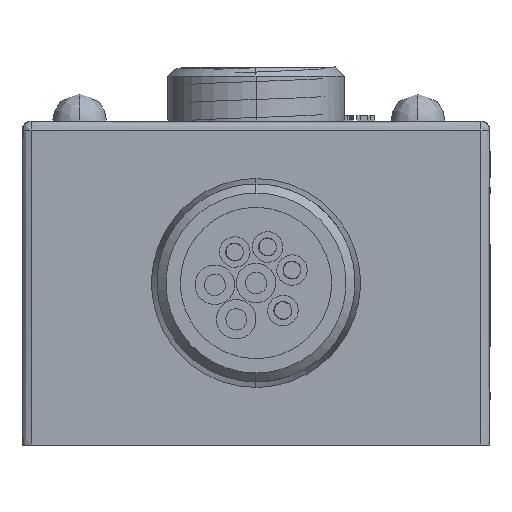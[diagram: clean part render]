
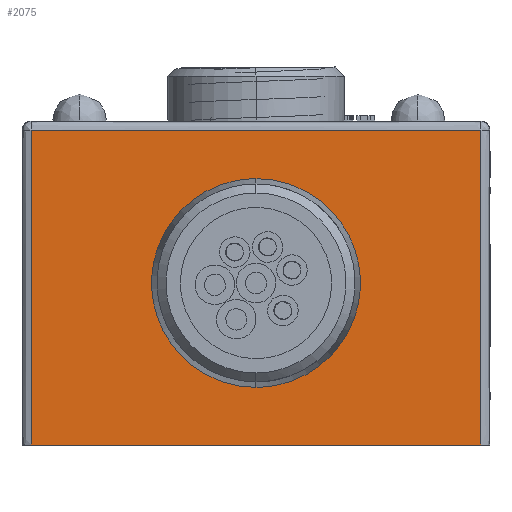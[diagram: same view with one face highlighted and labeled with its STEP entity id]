
A CAD part, left-side view. The second image highlights one B-rep face of the part: STEP entity #2075.
In plain terms, the highlighted free-form (B-spline) face has degree [1, 1] with [2, 2] control points.
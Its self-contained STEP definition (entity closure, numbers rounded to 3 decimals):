
#74=CARTESIAN_POINT('',(-47.5,-12.5,-9.));
#75=VERTEX_POINT('',#74);
#82=CARTESIAN_POINT('',(-47.5,12.5,-9.));
#83=VERTEX_POINT('',#82);
#84=CARTESIAN_POINT('',(-47.5,-12.5,-9.));
#85=CARTESIAN_POINT('',(-47.5,12.5,-9.));
#86=B_SPLINE_CURVE_WITH_KNOTS('',1,(#84,#85),.POLYLINE_FORM.,.F.,.U.,(2,2),(0.,1.),.UNSPECIFIED.);
#87=EDGE_CURVE('',#75,#83,#86,.T.);
#153=CARTESIAN_POINT('',(-47.5,12.5,8.5));
#154=VERTEX_POINT('',#153);
#155=CARTESIAN_POINT('',(-47.5,12.5,-9.));
#156=CARTESIAN_POINT('',(-47.5,12.5,8.5));
#157=B_SPLINE_CURVE_WITH_KNOTS('',1,(#155,#156),.POLYLINE_FORM.,.F.,.U.,(2,2),(0.,1.),.UNSPECIFIED.);
#158=EDGE_CURVE('',#83,#154,#157,.T.);
#2021=CARTESIAN_POINT('',(-47.5,-12.5,8.5));
#2022=VERTEX_POINT('',#2021);
#2029=CARTESIAN_POINT('',(-47.5,-12.5,8.5));
#2030=CARTESIAN_POINT('',(-47.5,-12.5,-9.));
#2031=B_SPLINE_CURVE_WITH_KNOTS('',1,(#2029,#2030),.POLYLINE_FORM.,.F.,.U.,(2,2),(0.,1.),.UNSPECIFIED.);
#2032=EDGE_CURVE('',#2022,#75,#2031,.T.);
#2038=CARTESIAN_POINT('',(-47.5,59.187,-55.187));
#2039=CARTESIAN_POINT('',(-47.5,59.187,37.187));
#2040=CARTESIAN_POINT('',(-47.5,-33.187,-55.187));
#2041=CARTESIAN_POINT('',(-47.5,-33.187,37.187));
#2042=B_SPLINE_SURFACE_WITH_KNOTS('',1,1,((#2038,#2039),(#2040,#2041)),.PLANE_SURF.,.F.,.F.,.U.,(2,2),(2,2),(0.,1.),(0.,1.),.UNSPECIFIED.);
#2043=ORIENTED_EDGE('',*,*,#87,.F.);
#2044=ORIENTED_EDGE('',*,*,#2032,.F.);
#2045=CARTESIAN_POINT('',(-47.5,-12.5,8.5));
#2046=CARTESIAN_POINT('',(-47.5,12.5,8.5));
#2047=B_SPLINE_CURVE_WITH_KNOTS('',1,(#2045,#2046),.POLYLINE_FORM.,.F.,.U.,(2,2),(0.,1.),.UNSPECIFIED.);
#2048=EDGE_CURVE('',#2022,#154,#2047,.T.);
#2049=ORIENTED_EDGE('',*,*,#2048,.T.);
#2050=ORIENTED_EDGE('',*,*,#158,.F.);
#2051=EDGE_LOOP('',(#2043,#2044,#2049,#2050));
#2052=FACE_OUTER_BOUND('',#2051,.T.);
#2053=CARTESIAN_POINT('',(-47.5,0.,5.8));
#2054=VERTEX_POINT('',#2053);
#2055=CARTESIAN_POINT('',(-47.5,0.,-5.8));
#2056=VERTEX_POINT('',#2055);
#2057=CARTESIAN_POINT('',(-47.5,0.,5.8));
#2058=CARTESIAN_POINT('',(-47.5,-5.8,5.8));
#2059=CARTESIAN_POINT('',(-47.5,-5.8,0.));
#2060=CARTESIAN_POINT('',(-47.5,-5.8,-5.8));
#2061=CARTESIAN_POINT('',(-47.5,0.,-5.8));
#2062=(BOUNDED_CURVE()B_SPLINE_CURVE(2,(#2057,#2058,#2059,#2060,#2061),.CIRCULAR_ARC.,.F.,.U.)B_SPLINE_CURVE_WITH_KNOTS((3,2,3),(0.,0.5,1.),.UNSPECIFIED.)CURVE()GEOMETRIC_REPRESENTATION_ITEM()RATIONAL_B_SPLINE_CURVE((1.,0.707,1.,0.707,1.))REPRESENTATION_ITEM(''));
#2063=EDGE_CURVE('',#2054,#2056,#2062,.T.);
#2064=ORIENTED_EDGE('',*,*,#2063,.T.);
#2065=CARTESIAN_POINT('',(-47.5,0.,-5.8));
#2066=CARTESIAN_POINT('',(-47.5,5.8,-5.8));
#2067=CARTESIAN_POINT('',(-47.5,5.8,0.));
#2068=CARTESIAN_POINT('',(-47.5,5.8,5.8));
#2069=CARTESIAN_POINT('',(-47.5,0.,5.8));
#2070=(BOUNDED_CURVE()B_SPLINE_CURVE(2,(#2065,#2066,#2067,#2068,#2069),.CIRCULAR_ARC.,.F.,.U.)B_SPLINE_CURVE_WITH_KNOTS((3,2,3),(0.,0.5,1.),.UNSPECIFIED.)CURVE()GEOMETRIC_REPRESENTATION_ITEM()RATIONAL_B_SPLINE_CURVE((1.,0.707,1.,0.707,1.))REPRESENTATION_ITEM(''));
#2071=EDGE_CURVE('',#2056,#2054,#2070,.T.);
#2072=ORIENTED_EDGE('',*,*,#2071,.T.);
#2073=EDGE_LOOP('',(#2064,#2072));
#2074=FACE_BOUND('',#2073,.T.);
#2075=ADVANCED_FACE('',(#2052,#2074),#2042,.T.);
